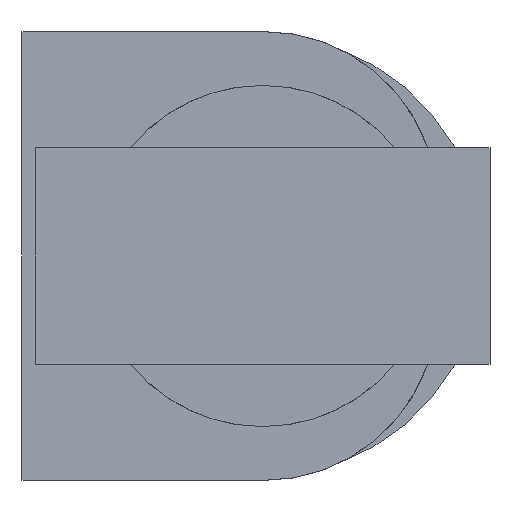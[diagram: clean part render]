
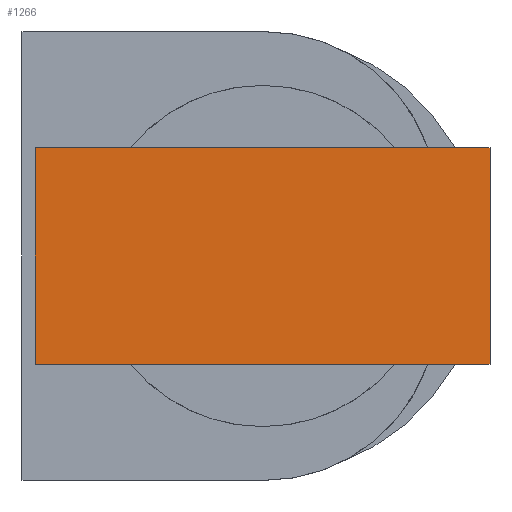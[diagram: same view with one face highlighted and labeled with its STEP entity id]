
A CAD part, front view. The second image highlights one B-rep face of the part: STEP entity #1266.
In plain terms, the highlighted planar face has unit normal (0, -1, 0).
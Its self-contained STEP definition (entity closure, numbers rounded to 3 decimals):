
#29 = PLANE ( 'NONE',  #611 ) ;
#194 = ORIENTED_EDGE ( 'NONE', *, *, #347, .T. ) ;
#260 = VERTEX_POINT ( 'NONE', #1941 ) ;
#322 = DIRECTION ( 'NONE',  ( 0., 1., 0. ) ) ;
#347 = EDGE_CURVE ( 'NONE', #260, #1515, #684, .T. ) ;
#432 = CARTESIAN_POINT ( 'NONE',  ( 20., -24.35, -9.5 ) ) ;
#458 = ORIENTED_EDGE ( 'NONE', *, *, #1347, .T. ) ;
#474 = VECTOR ( 'NONE', #1614, 1000. ) ;
#525 = DIRECTION ( 'NONE',  ( 0., 0., 1. ) ) ;
#557 = LINE ( 'NONE', #432, #1863 ) ;
#583 = DIRECTION ( 'NONE',  ( -1., 0., 0. ) ) ;
#611 = AXIS2_PLACEMENT_3D ( 'NONE', #1890, #322, #525 ) ;
#666 = CARTESIAN_POINT ( 'NONE',  ( 20., -24.35, 9.5 ) ) ;
#684 = LINE ( 'NONE', #875, #729 ) ;
#729 = VECTOR ( 'NONE', #583, 1000. ) ;
#779 = EDGE_LOOP ( 'NONE', ( #458, #1193, #1834, #194 ) ) ;
#826 = VECTOR ( 'NONE', #1576, 1000. ) ;
#845 = CARTESIAN_POINT ( 'NONE',  ( -20., -24.35, 9.5 ) ) ;
#875 = CARTESIAN_POINT ( 'NONE',  ( 20., -24.35, 9.5 ) ) ;
#880 = VERTEX_POINT ( 'NONE', #1721 ) ;
#901 = VERTEX_POINT ( 'NONE', #1269 ) ;
#1025 = DIRECTION ( 'NONE',  ( -1., 0., 0. ) ) ;
#1125 = LINE ( 'NONE', #666, #826 ) ;
#1193 = ORIENTED_EDGE ( 'NONE', *, *, #1692, .F. ) ;
#1266 = ADVANCED_FACE ( 'NONE', ( #1718 ), #29, .F. ) ;
#1269 = CARTESIAN_POINT ( 'NONE',  ( -20., -24.35, -9.5 ) ) ;
#1304 = EDGE_CURVE ( 'NONE', #260, #880, #1125, .T. ) ;
#1347 = EDGE_CURVE ( 'NONE', #1515, #901, #1788, .T. ) ;
#1515 = VERTEX_POINT ( 'NONE', #1821 ) ;
#1576 = DIRECTION ( 'NONE',  ( 0., 0., -1. ) ) ;
#1614 = DIRECTION ( 'NONE',  ( 0., 0., -1. ) ) ;
#1692 = EDGE_CURVE ( 'NONE', #880, #901, #557, .T. ) ;
#1718 = FACE_OUTER_BOUND ( 'NONE', #779, .T. ) ;
#1721 = CARTESIAN_POINT ( 'NONE',  ( 20., -24.35, -9.5 ) ) ;
#1788 = LINE ( 'NONE', #845, #474 ) ;
#1821 = CARTESIAN_POINT ( 'NONE',  ( -20., -24.35, 9.5 ) ) ;
#1834 = ORIENTED_EDGE ( 'NONE', *, *, #1304, .F. ) ;
#1863 = VECTOR ( 'NONE', #1025, 1000. ) ;
#1890 = CARTESIAN_POINT ( 'NONE',  ( 20., -24.35, 9.5 ) ) ;
#1941 = CARTESIAN_POINT ( 'NONE',  ( 20., -24.35, 9.5 ) ) ;
